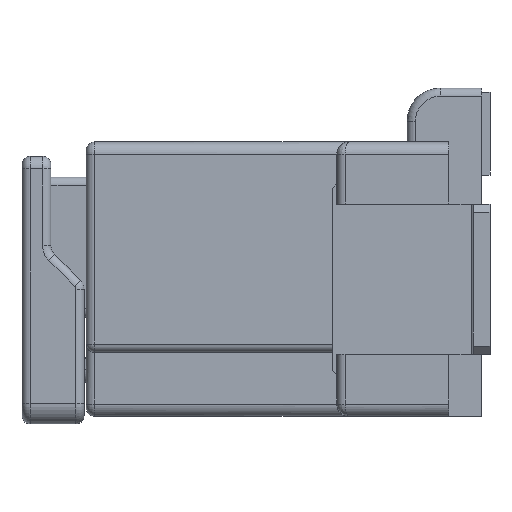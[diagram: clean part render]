
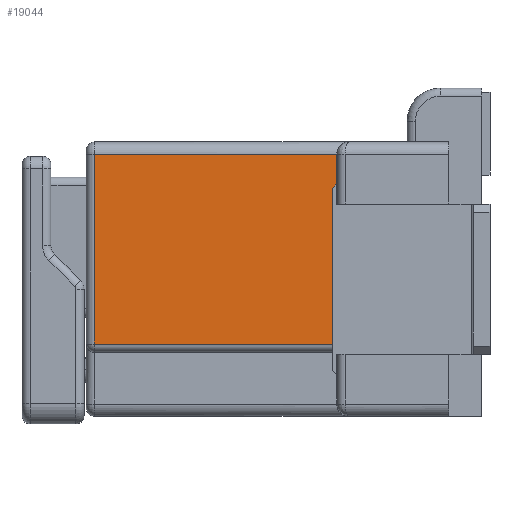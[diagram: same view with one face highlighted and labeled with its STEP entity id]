
A CAD part, left-side view. The second image highlights one B-rep face of the part: STEP entity #19044.
In plain terms, the highlighted planar face has unit normal (-1, 0, 0).
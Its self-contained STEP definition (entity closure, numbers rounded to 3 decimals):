
#2725 = CARTESIAN_POINT ( 'NONE',  ( -3.15, 0., 3.315 ) ) ;
#3110 = ORIENTED_EDGE ( 'NONE', *, *, #7039, .F. ) ;
#3637 = VECTOR ( 'NONE', #23594, 1000. ) ;
#3913 = VECTOR ( 'NONE', #8968, 1000. ) ;
#3915 = LINE ( 'NONE', #7743, #5923 ) ;
#4798 = DIRECTION ( 'NONE',  ( 1., 0., 0. ) ) ;
#5649 = LINE ( 'NONE', #7786, #18367 ) ;
#5906 = DIRECTION ( 'NONE',  ( 0., 0., 1. ) ) ;
#5923 = VECTOR ( 'NONE', #11568, 1000. ) ;
#7039 = EDGE_CURVE ( 'NONE', #22723, #19696, #20555, .T. ) ;
#7632 = EDGE_LOOP ( 'NONE', ( #22281, #15805, #3110, #13348 ) ) ;
#7743 = CARTESIAN_POINT ( 'NONE',  ( -3.15, -6.05, 3.315 ) ) ;
#7786 = CARTESIAN_POINT ( 'NONE',  ( -3.15, -0.2, 3.015 ) ) ;
#8968 = DIRECTION ( 'NONE',  ( 0., -1., 0. ) ) ;
#11568 = DIRECTION ( 'NONE',  ( 0., 0., -1. ) ) ;
#11996 = CARTESIAN_POINT ( 'NONE',  ( -3.15, 0., -1.565 ) ) ;
#13348 = ORIENTED_EDGE ( 'NONE', *, *, #22425, .F. ) ;
#14082 = CARTESIAN_POINT ( 'NONE',  ( -3.15, -6.05, 3.015 ) ) ;
#15805 = ORIENTED_EDGE ( 'NONE', *, *, #18934, .F. ) ;
#16226 = PLANE ( 'NONE',  #22986 ) ;
#16602 = FACE_OUTER_BOUND ( 'NONE', #7632, .T. ) ;
#17464 = CARTESIAN_POINT ( 'NONE',  ( -3.15, -0.2, -1.565 ) ) ;
#18367 = VECTOR ( 'NONE', #5906, 1000. ) ;
#18934 = EDGE_CURVE ( 'NONE', #19696, #21579, #3915, .T. ) ;
#19044 = ADVANCED_FACE ( 'NONE', ( #16602 ), #16226, .F. ) ;
#19696 = VERTEX_POINT ( 'NONE', #14082 ) ;
#20555 = LINE ( 'NONE', #20683, #3913 ) ;
#20683 = CARTESIAN_POINT ( 'NONE',  ( -3.15, 0., 3.015 ) ) ;
#21450 = LINE ( 'NONE', #11996, #3637 ) ;
#21579 = VERTEX_POINT ( 'NONE', #23708 ) ;
#21888 = DIRECTION ( 'NONE',  ( 0., 0., 1. ) ) ;
#22281 = ORIENTED_EDGE ( 'NONE', *, *, #24141, .F. ) ;
#22425 = EDGE_CURVE ( 'NONE', #24126, #22723, #5649, .T. ) ;
#22723 = VERTEX_POINT ( 'NONE', #25098 ) ;
#22986 = AXIS2_PLACEMENT_3D ( 'NONE', #2725, #4798, #21888 ) ;
#23594 = DIRECTION ( 'NONE',  ( 0., 1., 0. ) ) ;
#23708 = CARTESIAN_POINT ( 'NONE',  ( -3.15, -6.05, -1.565 ) ) ;
#24126 = VERTEX_POINT ( 'NONE', #17464 ) ;
#24141 = EDGE_CURVE ( 'NONE', #21579, #24126, #21450, .T. ) ;
#25098 = CARTESIAN_POINT ( 'NONE',  ( -3.15, -0.2, 3.015 ) ) ;
